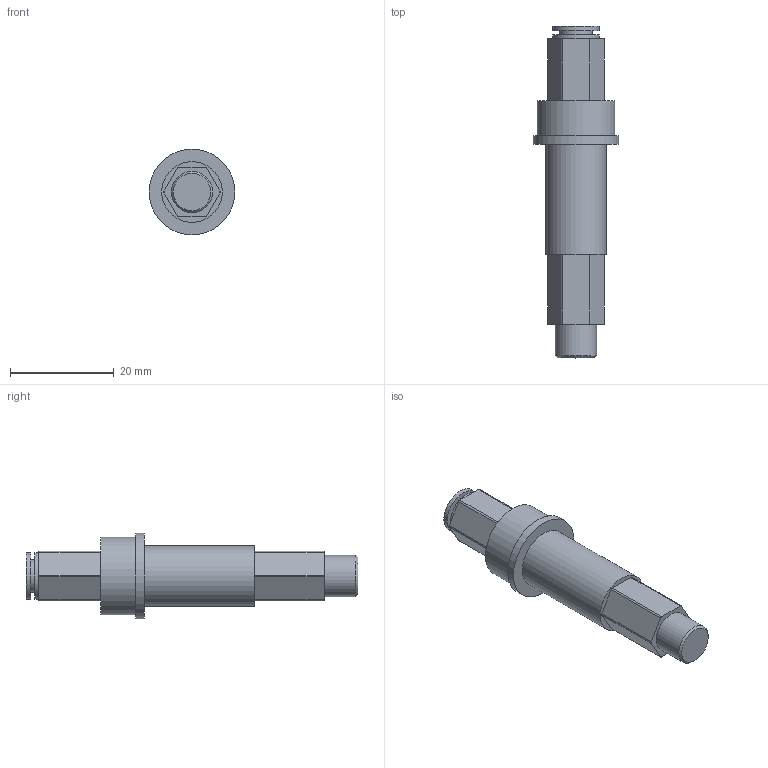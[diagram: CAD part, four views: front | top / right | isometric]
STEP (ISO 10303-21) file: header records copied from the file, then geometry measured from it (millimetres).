
FILE_DESCRIPTION(/* description */ ('STEP AP242','CAx-IF Rec.Pracs.---Representation and Presentation of Product Manufacturing Information (PMI)---4.0---2014-10-13','CAx-IF Rec.Pracs.---3D Tessellated Geometry---0.4---2014-09-14','2;1'),/* implementation_level */ '2;1');
FILE_NAME(/* name */ '6745927711b7797a96c61e58',/* time_stamp */ '2024-11-26T09:18:47Z',/* author */ (''),/* organization */ (''),/* preprocessor_version */ 'ST-DEVELOPER v20',/* originating_system */ 'ONSHAPE BY PTC INC, 1.190',/* authorisation */ ' ');
FILE_SCHEMA (('AP242_MANAGED_MODEL_BASED_3D_ENGINEERING_MIM_LF { 1 0 10303 442 1 1 4 }'));
Length unit declared in the file: metre
Products named in the file (1): Intermediate Shaft
Bounding box: 16.51 x 64.04 x 16.51 mm (x, y, z)
Volume: 6274.4 mm3; surface area: 2725.4 mm2
Topology: 1 solids, 1 shells, 42 faces, 96 edges, 64 vertices
Faces by surface type: plane 22, cylinder 19, cone 1
Full cylindrical faces by diameter (mm): 6.35 x1, 8 x1, 8.89 x2, 11.684 x1, 15 x1, 16.51 x1
Entity records: 1172 total; most frequent: DIRECTION 212, CARTESIAN_POINT 193, ORIENTED_EDGE 174, EDGE_CURVE 87, AXIS2_PLACEMENT_3D 82, VERTEX_POINT 63, EDGE_LOOP 58, FACE_BOUND 58
